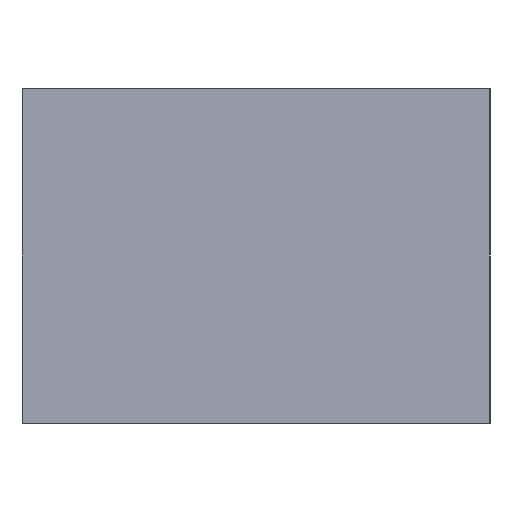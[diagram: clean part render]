
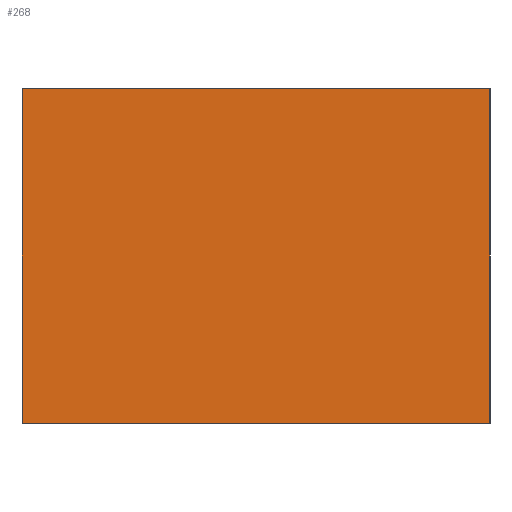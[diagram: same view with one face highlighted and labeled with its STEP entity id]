
A CAD part, left-side view. The second image highlights one B-rep face of the part: STEP entity #268.
In plain terms, the highlighted planar face has unit normal (-1, 0, 0).
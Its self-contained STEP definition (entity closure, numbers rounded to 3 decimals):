
#220 = CARTESIAN_POINT ( 'NONE',  ( -2., 22., 20. ) ) ;
#228 = EDGE_CURVE ( 'NONE', #557, #1589, #834, .T. ) ;
#268 = ADVANCED_FACE ( 'NONE', ( #2143 ), #1593, .T. ) ;
#322 = DIRECTION ( 'NONE',  ( -1., 0., 0. ) ) ;
#355 = AXIS2_PLACEMENT_3D ( 'NONE', #1404, #322, #672 ) ;
#490 = CARTESIAN_POINT ( 'NONE',  ( -2., 22., 0. ) ) ;
#557 = VERTEX_POINT ( 'NONE', #220 ) ;
#672 = DIRECTION ( 'NONE',  ( 0., 0., 1. ) ) ;
#773 = VECTOR ( 'NONE', #835, 1000. ) ;
#834 = LINE ( 'NONE', #490, #1382 ) ;
#835 = DIRECTION ( 'NONE',  ( 0., 1., 0. ) ) ;
#880 = CARTESIAN_POINT ( 'NONE',  ( -2., 22., 0. ) ) ;
#980 = VECTOR ( 'NONE', #2219, 1000. ) ;
#1028 = LINE ( 'NONE', #1588, #773 ) ;
#1328 = ORIENTED_EDGE ( 'NONE', *, *, #1777, .T. ) ;
#1382 = VECTOR ( 'NONE', #1773, 1000. ) ;
#1404 = CARTESIAN_POINT ( 'NONE',  ( -2., 0., 0. ) ) ;
#1446 = EDGE_LOOP ( 'NONE', ( #1328, #1625, #1787, #1727 ) ) ;
#1469 = CARTESIAN_POINT ( 'NONE',  ( -2., 22., 0. ) ) ;
#1479 = EDGE_CURVE ( 'NONE', #2296, #557, #1028, .T. ) ;
#1588 = CARTESIAN_POINT ( 'NONE',  ( -2., 22., 20. ) ) ;
#1589 = VERTEX_POINT ( 'NONE', #880 ) ;
#1593 = PLANE ( 'NONE',  #355 ) ;
#1625 = ORIENTED_EDGE ( 'NONE', *, *, #1692, .F. ) ;
#1645 = DIRECTION ( 'NONE',  ( 0., -1., 0. ) ) ;
#1692 = EDGE_CURVE ( 'NONE', #2296, #1958, #1964, .T. ) ;
#1727 = ORIENTED_EDGE ( 'NONE', *, *, #228, .T. ) ;
#1753 = CARTESIAN_POINT ( 'NONE',  ( -2., -6., 0. ) ) ;
#1773 = DIRECTION ( 'NONE',  ( 0., 0., -1. ) ) ;
#1777 = EDGE_CURVE ( 'NONE', #1589, #1958, #2003, .T. ) ;
#1787 = ORIENTED_EDGE ( 'NONE', *, *, #1479, .T. ) ;
#1958 = VERTEX_POINT ( 'NONE', #1753 ) ;
#1964 = LINE ( 'NONE', #2229, #980 ) ;
#2003 = LINE ( 'NONE', #1469, #2178 ) ;
#2010 = CARTESIAN_POINT ( 'NONE',  ( -2., -6., 20. ) ) ;
#2143 = FACE_OUTER_BOUND ( 'NONE', #1446, .T. ) ;
#2178 = VECTOR ( 'NONE', #1645, 1000. ) ;
#2219 = DIRECTION ( 'NONE',  ( 0., 0., -1. ) ) ;
#2229 = CARTESIAN_POINT ( 'NONE',  ( -2., -6., 20. ) ) ;
#2296 = VERTEX_POINT ( 'NONE', #2010 ) ;
